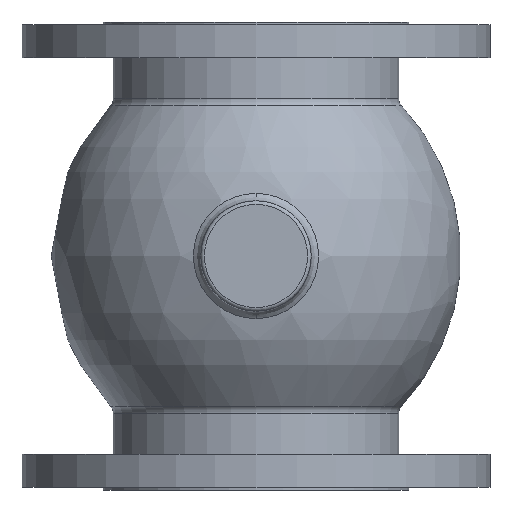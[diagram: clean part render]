
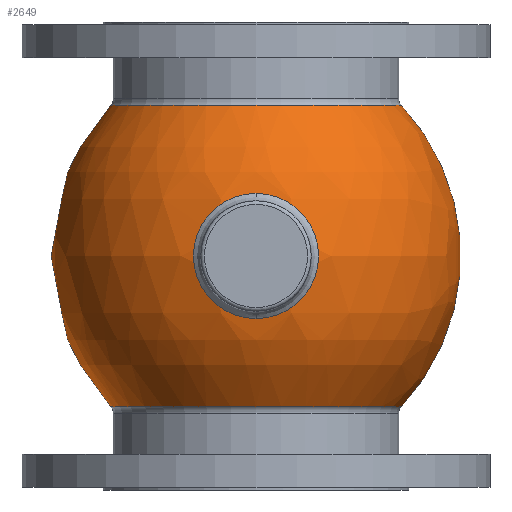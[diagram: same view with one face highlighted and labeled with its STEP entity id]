
A CAD part, front view. The second image highlights one B-rep face of the part: STEP entity #2649.
In plain terms, the highlighted free-form (B-spline) face has degree [2, 2] with [3, 9] control points.
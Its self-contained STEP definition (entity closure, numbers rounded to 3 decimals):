
#23=(
BOUNDED_SURFACE()
B_SPLINE_SURFACE(2,2,((#4621,#4622,#4623,#4624,#4625,#4626,#4627,#4628,
#4629),(#4630,#4631,#4632,#4633,#4634,#4635,#4636,#4637,#4638),(#4639,#4640,
#4641,#4642,#4643,#4644,#4645,#4646,#4647)),.UNSPECIFIED.,.F.,.T.,.F.)
B_SPLINE_SURFACE_WITH_KNOTS((3,3),(3,2,2,2,3),(-0.751,0.751),
(-3.142,-1.571,0.,1.571,3.142),
 .UNSPECIFIED.)
GEOMETRIC_REPRESENTATION_ITEM()
RATIONAL_B_SPLINE_SURFACE(((1.,0.707,1.,0.707,1.,
0.707,1.,0.707,1.),(0.731,0.517,
0.731,0.517,0.731,0.517,
0.731,0.517,0.731),(1.,0.707,
1.,0.707,1.,0.707,1.,0.707,1.)))
REPRESENTATION_ITEM('')
SURFACE()
);
#26=B_SPLINE_CURVE_WITH_KNOTS('',3,(#4596,#4597,#4598,#4599,#4600,#4601,
#4602,#4603,#4604,#4605,#4606,#4607,#4608,#4609,#4610,#4611,#4612,#4613,
#4614,#4615,#4616,#4617,#4618,#4619,#4620),.UNSPECIFIED.,.T.,.F.,(4,1,1,
1,1,1,1,1,1,1,1,1,1,1,1,1,1,1,1,1,1,1,4),(-34.816,-33.573,
-32.33,-29.843,-29.014,-26.527,-25.698,
-24.869,-23.211,-21.553,-19.895,-18.237,
-16.579,-14.921,-13.263,-11.605,
-9.948,-8.29,-6.632,-4.974,
-2.487,-1.243,0.),.UNSPECIFIED.);
#42=FACE_BOUND('',#419,.T.);
#43=FACE_BOUND('',#420,.T.);
#268=FACE_OUTER_BOUND('',#418,.T.);
#418=EDGE_LOOP('',(#2262,#2263,#2264,#2265,#2266,#2267));
#419=EDGE_LOOP('',(#2268,#2269));
#420=EDGE_LOOP('',(#2270));
#1027=CIRCLE('',#2901,78.845);
#1028=CIRCLE('',#2902,78.845);
#1029=CIRCLE('',#2903,120.);
#1030=CIRCLE('',#2904,78.845);
#1031=CIRCLE('',#2905,78.845);
#1032=CIRCLE('',#2906,120.);
#1291=VERTEX_POINT('',#4568);
#1293=VERTEX_POINT('',#4648);
#1294=VERTEX_POINT('',#4649);
#1295=VERTEX_POINT('',#4652);
#1296=VERTEX_POINT('',#4654);
#1297=VERTEX_POINT('',#4657);
#1298=VERTEX_POINT('',#4658);
#1649=EDGE_CURVE('',#1291,#1291,#26,.T.);
#1650=EDGE_CURVE('',#1293,#1294,#1027,.T.);
#1651=EDGE_CURVE('',#1294,#1293,#1028,.T.);
#1652=EDGE_CURVE('',#1294,#1295,#1029,.T.);
#1653=EDGE_CURVE('',#1296,#1295,#1030,.T.);
#1654=EDGE_CURVE('',#1295,#1296,#1031,.T.);
#1655=EDGE_CURVE('',#1297,#1298,#1032,.T.);
#2262=ORIENTED_EDGE('',*,*,#1650,.F.);
#2263=ORIENTED_EDGE('',*,*,#1651,.F.);
#2264=ORIENTED_EDGE('',*,*,#1652,.T.);
#2265=ORIENTED_EDGE('',*,*,#1653,.F.);
#2266=ORIENTED_EDGE('',*,*,#1654,.F.);
#2267=ORIENTED_EDGE('',*,*,#1652,.F.);
#2268=ORIENTED_EDGE('',*,*,#1655,.T.);
#2269=ORIENTED_EDGE('',*,*,#1655,.F.);
#2270=ORIENTED_EDGE('',*,*,#1649,.F.);
#2649=ADVANCED_FACE('',(#268,#42,#43),#23,.F.);
#2901=AXIS2_PLACEMENT_3D('',#4650,#3585,#3586);
#2902=AXIS2_PLACEMENT_3D('',#4651,#3587,#3588);
#2903=AXIS2_PLACEMENT_3D('',#4653,#3589,#3590);
#2904=AXIS2_PLACEMENT_3D('',#4655,#3591,#3592);
#2905=AXIS2_PLACEMENT_3D('',#4656,#3593,#3594);
#2906=AXIS2_PLACEMENT_3D('',#4659,#3595,#3596);
#3585=DIRECTION('center_axis',(0.,0.,-1.));
#3586=DIRECTION('ref_axis',(0.,-1.,0.));
#3587=DIRECTION('center_axis',(0.,0.,-1.));
#3588=DIRECTION('ref_axis',(0.,-1.,0.));
#3589=DIRECTION('center_axis',(0.,-1.,0.));
#3590=DIRECTION('ref_axis',(1.,0.,0.));
#3591=DIRECTION('center_axis',(0.,0.,1.));
#3592=DIRECTION('ref_axis',(0.,-1.,0.));
#3593=DIRECTION('center_axis',(0.,0.,1.));
#3594=DIRECTION('ref_axis',(0.,-1.,0.));
#3595=DIRECTION('center_axis',(1.,0.,0.));
#3596=DIRECTION('ref_axis',(0.,1.,0.));
#4568=CARTESIAN_POINT('',(0.,86.045,73.404));
#4596=CARTESIAN_POINT('Ctrl Pts',(0.,86.045,
73.404));
#4597=CARTESIAN_POINT('Ctrl Pts',(5.354,86.045,73.404));
#4598=CARTESIAN_POINT('Ctrl Pts',(16.057,86.049,72.094));
#4599=CARTESIAN_POINT('Ctrl Pts',(36.273,86.071,64.476));
#4600=CARTESIAN_POINT('Ctrl Pts',(51.583,86.095,51.34));
#4601=CARTESIAN_POINT('Ctrl Pts',(65.159,86.117,30.176));
#4602=CARTESIAN_POINT('Ctrl Pts',(70.284,86.125,12.579));
#4603=CARTESIAN_POINT('Ctrl Pts',(70.265,86.125,-5.391));
#4604=CARTESIAN_POINT('Ctrl Pts',(68.245,86.121,-19.62));
#4605=CARTESIAN_POINT('Ctrl Pts',(61.961,86.112,-36.597));
#4606=CARTESIAN_POINT('Ctrl Pts',(48.951,86.091,-53.985));
#4607=CARTESIAN_POINT('Ctrl Pts',(31.435,86.065,-66.813));
#4608=CARTESIAN_POINT('Ctrl Pts',(10.848,86.044,-73.688));
#4609=CARTESIAN_POINT('Ctrl Pts',(-10.85,86.044,-73.69));
#4610=CARTESIAN_POINT('Ctrl Pts',(-31.435,86.065,-66.811));
#4611=CARTESIAN_POINT('Ctrl Pts',(-48.952,86.091,-53.985));
#4612=CARTESIAN_POINT('Ctrl Pts',(-61.962,86.112,-36.595));
#4613=CARTESIAN_POINT('Ctrl Pts',(-69.5,86.123,-16.224));
#4614=CARTESIAN_POINT('Ctrl Pts',(-71.037,86.126,5.447));
#4615=CARTESIAN_POINT('Ctrl Pts',(-66.454,86.119,26.678));
#4616=CARTESIAN_POINT('Ctrl Pts',(-54.372,86.1,48.952));
#4617=CARTESIAN_POINT('Ctrl Pts',(-36.271,86.071,64.477));
#4618=CARTESIAN_POINT('Ctrl Pts',(-16.056,86.049,72.095));
#4619=CARTESIAN_POINT('Ctrl Pts',(-5.354,86.045,73.404));
#4620=CARTESIAN_POINT('Ctrl Pts',(0.,86.045,
73.404));
#4621=CARTESIAN_POINT('Ctrl Pts',(78.845,0.,81.874));
#4622=CARTESIAN_POINT('Ctrl Pts',(78.845,-78.845,81.874));
#4623=CARTESIAN_POINT('Ctrl Pts',(0.,-78.845,81.874));
#4624=CARTESIAN_POINT('Ctrl Pts',(-78.845,-78.845,81.874));
#4625=CARTESIAN_POINT('Ctrl Pts',(-78.845,0.,81.874));
#4626=CARTESIAN_POINT('Ctrl Pts',(-78.845,78.845,81.874));
#4627=CARTESIAN_POINT('Ctrl Pts',(0.,78.845,81.874));
#4628=CARTESIAN_POINT('Ctrl Pts',(78.845,78.845,81.874));
#4629=CARTESIAN_POINT('Ctrl Pts',(78.845,0.,81.874));
#4630=CARTESIAN_POINT('Ctrl Pts',(155.252,0.,0.));
#4631=CARTESIAN_POINT('Ctrl Pts',(155.252,-155.252,0.));
#4632=CARTESIAN_POINT('Ctrl Pts',(0.,-155.252,0.));
#4633=CARTESIAN_POINT('Ctrl Pts',(-155.252,-155.252,0.));
#4634=CARTESIAN_POINT('Ctrl Pts',(-155.252,0.,0.));
#4635=CARTESIAN_POINT('Ctrl Pts',(-155.252,155.252,0.));
#4636=CARTESIAN_POINT('Ctrl Pts',(0.,155.252,0.));
#4637=CARTESIAN_POINT('Ctrl Pts',(155.252,155.252,0.));
#4638=CARTESIAN_POINT('Ctrl Pts',(155.252,0.,0.));
#4639=CARTESIAN_POINT('Ctrl Pts',(78.845,0.,-81.874));
#4640=CARTESIAN_POINT('Ctrl Pts',(78.845,-78.845,-81.874));
#4641=CARTESIAN_POINT('Ctrl Pts',(0.,-78.845,-81.874));
#4642=CARTESIAN_POINT('Ctrl Pts',(-78.845,-78.845,-81.874));
#4643=CARTESIAN_POINT('Ctrl Pts',(-78.845,0.,-81.874));
#4644=CARTESIAN_POINT('Ctrl Pts',(-78.845,78.845,-81.874));
#4645=CARTESIAN_POINT('Ctrl Pts',(0.,78.845,-81.874));
#4646=CARTESIAN_POINT('Ctrl Pts',(78.845,78.845,-81.874));
#4647=CARTESIAN_POINT('Ctrl Pts',(78.845,0.,-81.874));
#4648=CARTESIAN_POINT('',(0.,78.845,-81.874));
#4649=CARTESIAN_POINT('',(78.845,0.,-81.874));
#4650=CARTESIAN_POINT('Origin',(0.,0.,-81.874));
#4651=CARTESIAN_POINT('Origin',(0.,0.,-81.874));
#4652=CARTESIAN_POINT('',(78.845,0.,81.874));
#4653=CARTESIAN_POINT('Origin',(-8.886,0.,
0.));
#4654=CARTESIAN_POINT('',(0.,78.845,81.874));
#4655=CARTESIAN_POINT('Origin',(0.,0.,81.874));
#4656=CARTESIAN_POINT('Origin',(0.,0.,81.874));
#4657=CARTESIAN_POINT('',(0.,-106.196,34.));
#4658=CARTESIAN_POINT('',(0.,-106.196,-34.));
#4659=CARTESIAN_POINT('Origin',(0.,8.886,0.));
